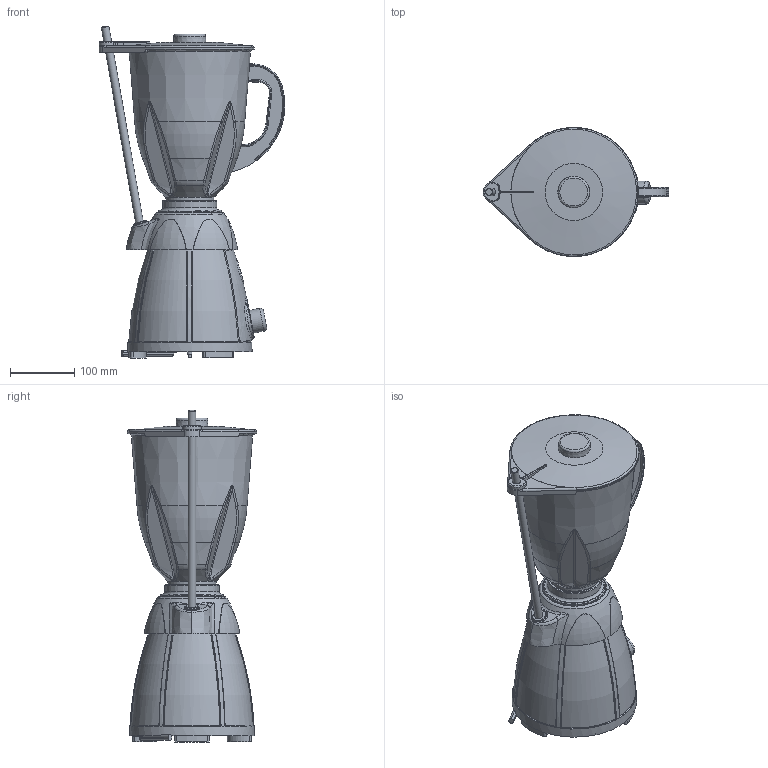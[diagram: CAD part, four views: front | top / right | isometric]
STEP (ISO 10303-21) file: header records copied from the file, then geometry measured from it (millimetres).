
FILE_DESCRIPTION(/* description */ ('Unknown'),/* implementation_level */ '2;1');
FILE_NAME(/* name */ 'C3D_GK910-A',/* time_stamp */ '2022-11-03T15:23:13+01:00',/* author */ ('Rotor Lips AG'),/* organization */ ('Unknown'),/* preprocessor_version */ 'ST-DEVELOPER v16.7',/* originating_system */ 'Solid Edge',/* authorisation */ 'Unknown');
FILE_SCHEMA (('AUTOMOTIVE_DESIGN {1 0 10303 214 3 1 1}'));
Length unit declared in the file: millimetre
Products named in the file (1): R-DA2-1227
Bounding box: 289.04 x 200.66 x 516.39 mm (x, y, z)
Volume: 9719138.9 mm3; surface area: 369802.6 mm2
Topology: 1 solids, 1 shells, 751 faces, 1944 edges, 1252 vertices
Faces by surface type: plane 294, bspline 231, cylinder 149, torus 60, cone 14, sphere 3
Full cylindrical faces by diameter (mm): 4 x1, 7 x1, 12 x2, 35.993 x1, 75 x1, 84 x1, 98 x1
Entity records: 36927 total; most frequent: CARTESIAN_POINT 15231, ORIENTED_EDGE 3812, DIRECTION 2712, EDGE_CURVE 1906, VERTEX_POINT 1244, AXIS2_PLACEMENT_3D 957, EDGE_LOOP 844, FACE_BOUND 844
